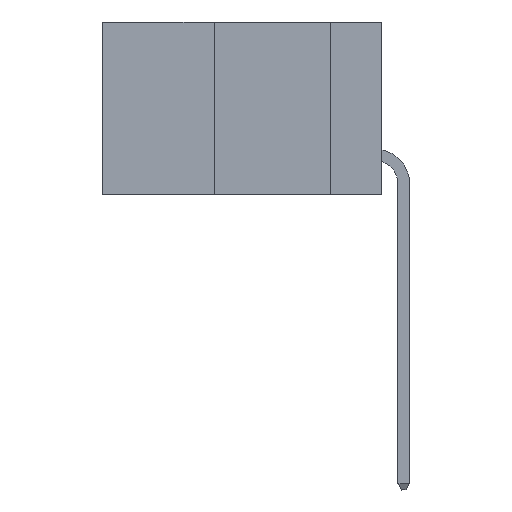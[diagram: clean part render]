
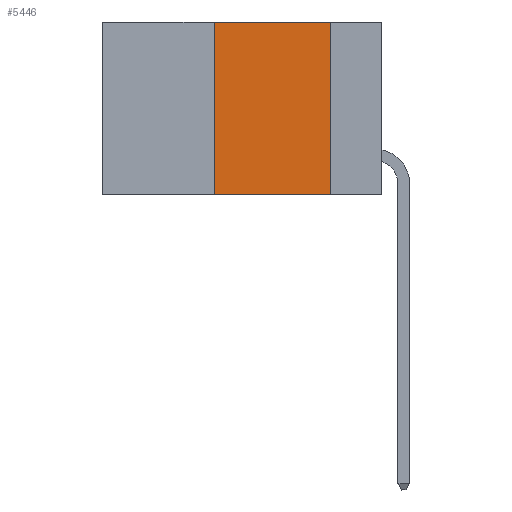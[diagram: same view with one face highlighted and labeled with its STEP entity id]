
A CAD part, left-side view. The second image highlights one B-rep face of the part: STEP entity #5446.
In plain terms, the highlighted planar face has unit normal (-1, 0, 0).
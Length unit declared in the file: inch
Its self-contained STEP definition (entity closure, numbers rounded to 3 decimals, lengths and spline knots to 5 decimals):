
#949 = VECTOR ( 'NONE', #14286, 39.37008 ) ;
#989 = VECTOR ( 'NONE', #30545, 39.37008 ) ;
#3169 = EDGE_CURVE ( 'NONE', #23141, #12872, #15606, .T. ) ;
#4535 = DIRECTION ( 'NONE',  ( 0., 0., -1. ) ) ;
#5446 = ADVANCED_FACE ( 'NONE', ( #26998 ), #24322, .F. ) ;
#5455 = VECTOR ( 'NONE', #30946, 39.37008 ) ;
#5598 = DIRECTION ( 'NONE',  ( 0., -1., 0. ) ) ;
#5671 = EDGE_LOOP ( 'NONE', ( #28447, #12468, #21261, #7059 ) ) ;
#7059 = ORIENTED_EDGE ( 'NONE', *, *, #23561, .T. ) ;
#7722 = AXIS2_PLACEMENT_3D ( 'NONE', #9604, #31478, #4535 ) ;
#9185 = CARTESIAN_POINT ( 'NONE',  ( 0., 0.6, 0. ) ) ;
#9604 = CARTESIAN_POINT ( 'NONE',  ( 0., 0.6, 0. ) ) ;
#10910 = VERTEX_POINT ( 'NONE', #31384 ) ;
#12468 = ORIENTED_EDGE ( 'NONE', *, *, #23653, .F. ) ;
#12872 = VERTEX_POINT ( 'NONE', #14301 ) ;
#14286 = DIRECTION ( 'NONE',  ( 0., 0., -1. ) ) ;
#14301 = CARTESIAN_POINT ( 'NONE',  ( 0., 0.11, -0.37 ) ) ;
#15388 = CARTESIAN_POINT ( 'NONE',  ( 0., 0.6, -0.37 ) ) ;
#15606 = LINE ( 'NONE', #31317, #949 ) ;
#16013 = CARTESIAN_POINT ( 'NONE',  ( 0., 0.11, 0. ) ) ;
#16258 = LINE ( 'NONE', #15388, #24327 ) ;
#17133 = EDGE_CURVE ( 'NONE', #19816, #10910, #17928, .T. ) ;
#17928 = LINE ( 'NONE', #18758, #989 ) ;
#18758 = CARTESIAN_POINT ( 'NONE',  ( 0., 0.36, 0. ) ) ;
#19816 = VERTEX_POINT ( 'NONE', #27127 ) ;
#21248 = LINE ( 'NONE', #9185, #5455 ) ;
#21261 = ORIENTED_EDGE ( 'NONE', *, *, #17133, .F. ) ;
#23141 = VERTEX_POINT ( 'NONE', #16013 ) ;
#23561 = EDGE_CURVE ( 'NONE', #19816, #12872, #16258, .T. ) ;
#23653 = EDGE_CURVE ( 'NONE', #10910, #23141, #21248, .T. ) ;
#24322 = PLANE ( 'NONE',  #7722 ) ;
#24327 = VECTOR ( 'NONE', #5598, 39.37008 ) ;
#26998 = FACE_OUTER_BOUND ( 'NONE', #5671, .T. ) ;
#27127 = CARTESIAN_POINT ( 'NONE',  ( 0., 0.36, -0.37 ) ) ;
#28447 = ORIENTED_EDGE ( 'NONE', *, *, #3169, .F. ) ;
#30545 = DIRECTION ( 'NONE',  ( 0., 0., 1. ) ) ;
#30946 = DIRECTION ( 'NONE',  ( 0., -1., 0. ) ) ;
#31317 = CARTESIAN_POINT ( 'NONE',  ( 0., 0.11, 0. ) ) ;
#31384 = CARTESIAN_POINT ( 'NONE',  ( 0., 0.36, 0. ) ) ;
#31478 = DIRECTION ( 'NONE',  ( 1., 0., 0. ) ) ;
